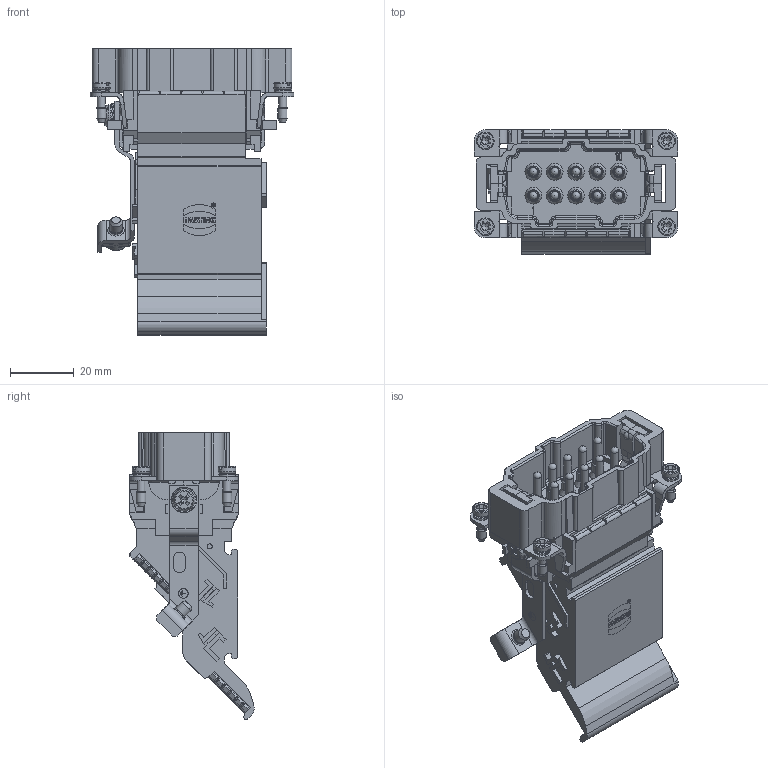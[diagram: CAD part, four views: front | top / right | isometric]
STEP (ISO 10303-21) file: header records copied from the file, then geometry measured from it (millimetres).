
FILE_DESCRIPTION(/* description */ (''),/* implementation_level */ '2;1');
FILE_NAME(/* name */ '100662256ugm000_a.stp',/* time_stamp */ '2016-03-03T08:16:48+01:00',/* author */ (''),/* organization */ (''),/* preprocessor_version */ 'ST-DEVELOPER v16',/* originating_system */ 'SIEMENS PLM Software NX 10.0',/* authorisation */ '');
FILE_SCHEMA (('AUTOMOTIVE_DESIGN { 1 0 10303 214 3 1 1 1 }'));
Products named in the file (1): 100662256ugm000_a
Bounding box: 64 x 39.04 x 90.12 mm (x, y, z)
Volume: 66629.5 mm3; surface area: 33651.4 mm2
Topology: 1 solids, 24 shells, 3919 faces, 11120 edges, 7191 vertices
Faces by surface type: plane 2337, cylinder 972, bspline 420, cone 117, sphere 33, torus 32, extrusion 8
Full cylindrical faces by diameter (mm): 0.6 x2, 1.6 x2, 1.8 x4, 2 x5, 2.5 x18, 2.925 x1, 3 x5, 3.5 x1, 3.7 x11, 3.962 x2, 4 x1, 4.35 x1, 5 x10, 5.488 x3, 5.5 x4, 7 x2
Entity records: 142860 total; most frequent: CARTESIAN_POINT 39103, ORIENTED_EDGE 21776, DIRECTION 18801, EDGE_CURVE 10888, VERTEX_POINT 7144, VECTOR 6729, LINE 6721, AXIS2_PLACEMENT_3D 6036
